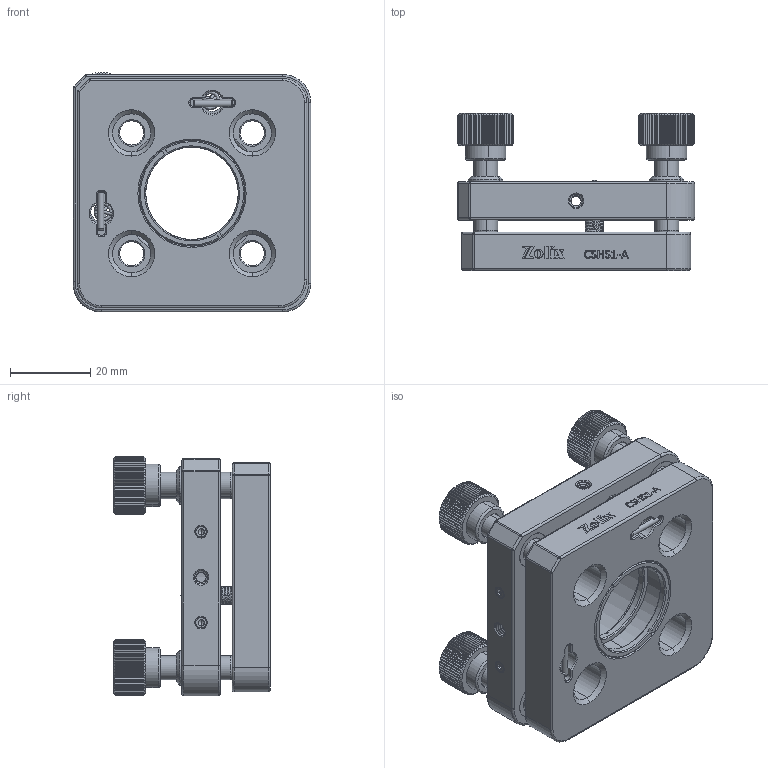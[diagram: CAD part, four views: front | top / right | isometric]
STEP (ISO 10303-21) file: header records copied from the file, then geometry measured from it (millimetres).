
FILE_DESCRIPTION (( 'STEP AP203' ), '1' );
FILE_NAME ('CSHS1-A.STEP', '2025-06-17T09:33:29', ( '' ), ( '' ), 'SwSTEP 2.0', 'SolidWorks 2020', '' );
FILE_SCHEMA (( 'CONFIG_CONTROL_DESIGN' ));
Products named in the file (1): CSHS1-A
Bounding box: 59 x 38.99 x 59.64 mm (x, y, z)
Volume: 50290 mm3; surface area: 28350.6 mm2
Topology: 26 solids, 26 shells, 1835 faces, 4946 edges, 3166 vertices
Faces by surface type: plane 795, cylinder 680, cone 191, bspline 111, torus 38, sphere 20
Entity records: 87068 total; most frequent: CARTESIAN_POINT 44476, ORIENTED_EDGE 9796, DIRECTION 7780, EDGE_CURVE 4898, VERTEX_POINT 3160, AXIS2_PLACEMENT_3D 2796, VECTOR 2188, LINE 2188
